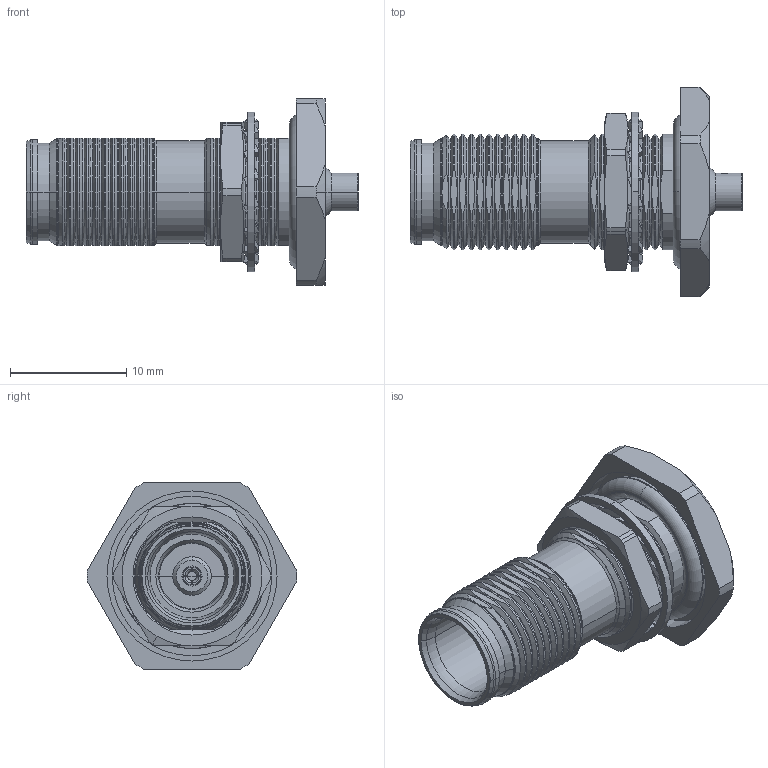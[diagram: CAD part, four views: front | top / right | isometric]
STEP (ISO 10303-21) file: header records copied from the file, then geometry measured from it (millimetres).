
FILE_DESCRIPTION (( 'STEP AP203' ), '1' );
FILE_NAME ('R180.301.007.STEP', '2017-09-30T01:55:52', ( '' ), ( '' ), 'SwSTEP 2.0', 'SolidWorks 2017', '' );
FILE_SCHEMA (( 'CONFIG_CONTROL_DESIGN' ));
Length unit declared in the file: millimetre
Products named in the file (1): R180.301.007
Bounding box: 28.5 x 18 x 16 mm (x, y, z)
Volume: 1978.9 mm3; surface area: 2237.8 mm2
Topology: 2 solids, 3 shells, 552 faces, 1433 edges, 888 vertices
Faces by surface type: cylinder 235, cone 150, plane 143, torus 24
Entity records: 17660 total; most frequent: CARTESIAN_POINT 4538, ORIENTED_EDGE 2858, DIRECTION 2693, EDGE_CURVE 1429, AXIS2_PLACEMENT_3D 1101, VERTEX_POINT 888, EDGE_LOOP 571, FACE_OUTER_BOUND 552
